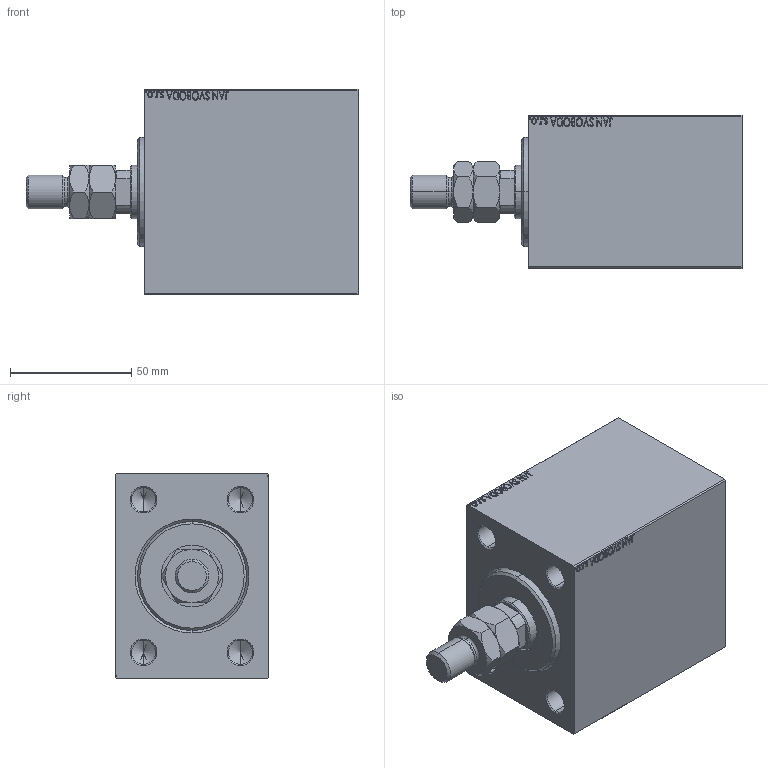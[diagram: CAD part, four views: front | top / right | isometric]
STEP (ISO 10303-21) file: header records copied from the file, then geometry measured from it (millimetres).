
FILE_DESCRIPTION (( 'STEP AP203' ), '1' );
FILE_NAME ('c412.STEP', '2021-05-17T10:09:30', ( '' ), ( '' ), 'SwSTEP 2.0', 'SolidWorks 2019', '' );
FILE_SCHEMA (( 'CONFIG_CONTROL_DESIGN' ));
Length unit declared in the file: millimetre
Products named in the file (5): V450CM_VC_B 8a6b63debf16febe2f7689022b71d088; V450CM_B 8a6b63debf16febe2f7689022b71d088; MTA 8a6b63debf16febe2f7689022b71d088; c412; V450CM_B_VCP 8a6b63debf16febe2f7689022b71d088
Assembly tree (4 placements, depth 2):
  c412
    V450CM_B 8a6b63debf16febe2f7689022b71d088
    V450CM_B_VCP 8a6b63debf16febe2f7689022b71d088
    V450CM_VC_B 8a6b63debf16febe2f7689022b71d088
    MTA 8a6b63debf16febe2f7689022b71d088
Bounding box: 137 x 63 x 85 mm (x, y, z)
Volume: 448146.5 mm3; surface area: 76395.6 mm2
Topology: 4 solids, 4 shells, 923 faces, 2336 edges, 1519 vertices
Faces by surface type: plane 415, bspline 380, cone 74, cylinder 52, torus 2
Entity records: 45643 total; most frequent: CARTESIAN_POINT 25595, ORIENTED_EDGE 4636, DIRECTION 2762, EDGE_CURVE 2318, VERTEX_POINT 1519, LINE 1342, VECTOR 1342, EDGE_LOOP 1041
